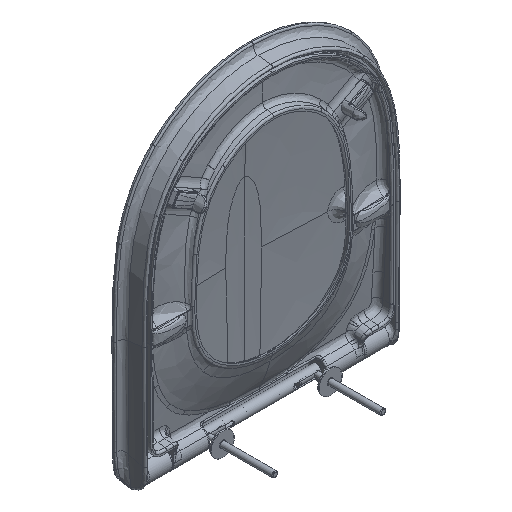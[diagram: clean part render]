
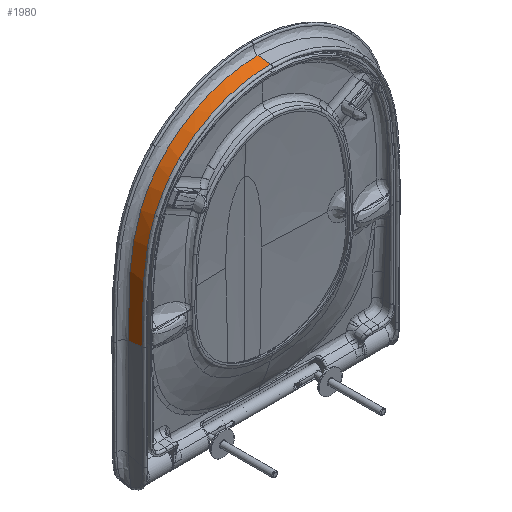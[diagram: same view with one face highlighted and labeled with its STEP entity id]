
A CAD part, isometric view. The second image highlights one B-rep face of the part: STEP entity #1980.
In plain terms, the highlighted free-form (B-spline) face has degree [2, 5] with [3, 11] control points.
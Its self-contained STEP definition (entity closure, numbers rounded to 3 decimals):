
#509=B_SPLINE_SURFACE_WITH_KNOTS('',2,5,((#18598,#18599,#18600,#18601,#18602,
#18603,#18604,#18605,#18606,#18607,#18608),(#18609,#18610,#18611,#18612,
#18613,#18614,#18615,#18616,#18617,#18618,#18619),(#18620,#18621,#18622,
#18623,#18624,#18625,#18626,#18627,#18628,#18629,#18630)),.UNSPECIFIED.,
 .F.,.F.,.F.,(3,3),(6,5,6),(0.,1.),(0.,0.994,1.),
 .UNSPECIFIED.);
#1194=FACE_OUTER_BOUND('',#3221,.T.);
#1980=ADVANCED_FACE('NONE',(#1194),#509,.T.);
#3221=EDGE_LOOP('',(#4355,#4356,#4357,#4358,#4359,#4360,#4361));
#4355=ORIENTED_EDGE('',*,*,#9630,.F.);
#4356=ORIENTED_EDGE('',*,*,#9629,.T.);
#4357=ORIENTED_EDGE('',*,*,#9587,.T.);
#4358=ORIENTED_EDGE('',*,*,#9589,.T.);
#4359=ORIENTED_EDGE('',*,*,#9588,.T.);
#4360=ORIENTED_EDGE('',*,*,#9592,.T.);
#4361=ORIENTED_EDGE('',*,*,#9631,.T.);
#8283=VERTEX_POINT('',#17219);
#8284=VERTEX_POINT('',#17257);
#8285=VERTEX_POINT('',#17350);
#8286=VERTEX_POINT('',#17351);
#8287=VERTEX_POINT('',#17446);
#8308=VERTEX_POINT('',#18559);
#8309=VERTEX_POINT('',#18594);
#9587=EDGE_CURVE('NONE',#8283,#8284,#11634,.T.);
#9588=EDGE_CURVE('NONE',#8285,#8286,#11635,.T.);
#9589=EDGE_CURVE('NONE',#8284,#8285,#11636,.T.);
#9592=EDGE_CURVE('NONE',#8286,#8287,#11639,.T.);
#9629=EDGE_CURVE('NONE',#8308,#8283,#11676,.T.);
#9630=EDGE_CURVE('NONE',#8308,#8309,#11677,.T.);
#9631=EDGE_CURVE('',#8287,#8309,#11678,.T.);
#11634=B_SPLINE_CURVE_WITH_KNOTS('',3,(#17258,#17259,#17260,#17261,#17262,
#17263,#17264,#17265),.UNSPECIFIED.,.F.,.F.,(4,2,2,4),(0.,0.25,0.5,1.),
 .UNSPECIFIED.);
#11635=B_SPLINE_CURVE_WITH_KNOTS('',3,(#17346,#17347,#17348,#17349),
 .UNSPECIFIED.,.F.,.F.,(4,4),(0.,1.),.UNSPECIFIED.);
#11636=B_SPLINE_CURVE_WITH_KNOTS('',3,(#17352,#17353,#17354,#17355),
 .UNSPECIFIED.,.F.,.F.,(4,4),(0.,1.),.UNSPECIFIED.);
#11639=B_SPLINE_CURVE_WITH_KNOTS('',3,(#17447,#17448,#17449,#17450,#17451,
#17452,#17453,#17454),.UNSPECIFIED.,.F.,.F.,(4,2,2,4),(0.,0.5,0.75,1.),
 .UNSPECIFIED.);
#11676=B_SPLINE_CURVE_WITH_KNOTS('',3,(#18560,#18561,#18562,#18563),
 .UNSPECIFIED.,.F.,.F.,(4,4),(0.,1.),.UNSPECIFIED.);
#11677=B_SPLINE_CURVE_WITH_KNOTS('',5,(#18588,#18589,#18590,#18591,#18592,
#18593),.UNSPECIFIED.,.F.,.F.,(6,6),(0.,1.),.UNSPECIFIED.);
#11678=B_SPLINE_CURVE_WITH_KNOTS('',2,(#18595,#18596,#18597),
 .UNSPECIFIED.,.F.,.F.,(3,3),(0.,1.),.UNSPECIFIED.);
#17219=CARTESIAN_POINT('',(-184.146,9.386,169.784));
#17257=CARTESIAN_POINT('',(-165.586,9.398,324.637));
#17258=CARTESIAN_POINT('',(-184.146,9.386,169.784));
#17259=CARTESIAN_POINT('',(-184.162,9.387,186.927));
#17260=CARTESIAN_POINT('',(-184.121,9.388,202.763));
#17261=CARTESIAN_POINT('',(-183.296,9.39,232.241));
#17262=CARTESIAN_POINT('',(-182.514,9.391,245.884));
#17263=CARTESIAN_POINT('',(-178.467,9.394,284.017));
#17264=CARTESIAN_POINT('',(-173.425,9.396,305.748));
#17265=CARTESIAN_POINT('',(-165.586,9.398,324.637));
#17346=CARTESIAN_POINT('',(-154.209,9.399,347.099));
#17347=CARTESIAN_POINT('',(-147.462,9.399,358.18));
#17348=CARTESIAN_POINT('',(-139.557,9.399,368.064));
#17349=CARTESIAN_POINT('',(-130.716,9.4,376.833));
#17350=CARTESIAN_POINT('',(-154.209,9.399,347.099));
#17351=CARTESIAN_POINT('',(-130.716,9.4,376.833));
#17352=CARTESIAN_POINT('',(-165.586,9.398,324.637));
#17353=CARTESIAN_POINT('',(-162.27,9.398,332.628));
#17354=CARTESIAN_POINT('',(-158.469,9.399,340.103));
#17355=CARTESIAN_POINT('',(-154.209,9.399,347.099));
#17446=CARTESIAN_POINT('',(0.,9.386,429.074));
#17447=CARTESIAN_POINT('',(-130.716,9.4,376.833));
#17448=CARTESIAN_POINT('',(-113.224,9.397,394.182));
#17449=CARTESIAN_POINT('',(-92.079,9.395,407.193));
#17450=CARTESIAN_POINT('',(-58.396,9.392,420.296));
#17451=CARTESIAN_POINT('',(-46.845,9.391,423.585));
#17452=CARTESIAN_POINT('',(-23.534,9.388,427.975));
#17453=CARTESIAN_POINT('',(-11.779,9.387,429.074));
#17454=CARTESIAN_POINT('',(0.,9.386,429.074));
#18559=CARTESIAN_POINT('',(-186.487,26.913,169.784));
#18560=CARTESIAN_POINT('',(-186.487,26.913,169.784));
#18561=CARTESIAN_POINT('',(-185.24,21.09,169.785));
#18562=CARTESIAN_POINT('',(-184.46,15.248,169.786));
#18563=CARTESIAN_POINT('',(-184.146,9.386,169.784));
#18588=CARTESIAN_POINT('',(-186.487,26.913,169.784));
#18589=CARTESIAN_POINT('',(-186.553,26.916,288.419));
#18590=CARTESIAN_POINT('',(-184.608,26.904,355.322));
#18591=CARTESIAN_POINT('',(-122.999,26.918,406.242));
#18592=CARTESIAN_POINT('',(-61.964,26.913,431.415));
#18593=CARTESIAN_POINT('',(0.,26.913,431.415));
#18594=CARTESIAN_POINT('',(0.,26.913,431.415));
#18595=CARTESIAN_POINT('',(0.,9.386,429.074));
#18596=CARTESIAN_POINT('',(0.,18.178,429.544));
#18597=CARTESIAN_POINT('',(0.,26.913,431.415));
#18598=CARTESIAN_POINT('',(0.,9.281,429.068));
#18599=CARTESIAN_POINT('',(-61.249,9.281,429.068));
#18600=CARTESIAN_POINT('',(-121.601,9.281,404.357));
#18601=CARTESIAN_POINT('',(-182.498,9.28,354.168));
#18602=CARTESIAN_POINT('',(-184.252,9.281,287.955));
#18603=CARTESIAN_POINT('',(-184.141,9.281,169.786));
#18604=CARTESIAN_POINT('',(-184.14,9.281,169.077));
#18605=CARTESIAN_POINT('',(-184.139,9.281,168.367));
#18606=CARTESIAN_POINT('',(-184.139,9.281,167.658));
#18607=CARTESIAN_POINT('',(-184.138,9.281,166.948));
#18608=CARTESIAN_POINT('',(-184.137,9.281,166.239));
#18609=CARTESIAN_POINT('',(0.,18.126,429.533));
#18610=CARTESIAN_POINT('',(-61.391,18.126,429.533));
#18611=CARTESIAN_POINT('',(-121.878,18.127,404.73));
#18612=CARTESIAN_POINT('',(-182.913,18.124,354.395));
#18613=CARTESIAN_POINT('',(-184.708,18.126,288.047));
#18614=CARTESIAN_POINT('',(-184.605,18.126,169.786));
#18615=CARTESIAN_POINT('',(-184.605,18.126,169.076));
#18616=CARTESIAN_POINT('',(-184.604,18.126,168.366));
#18617=CARTESIAN_POINT('',(-184.604,18.126,167.656));
#18618=CARTESIAN_POINT('',(-184.603,18.126,166.946));
#18619=CARTESIAN_POINT('',(-184.602,18.126,166.235));
#18620=CARTESIAN_POINT('',(0.,26.913,431.415));
#18621=CARTESIAN_POINT('',(-61.964,26.913,431.415));
#18622=CARTESIAN_POINT('',(-122.999,26.918,406.242));
#18623=CARTESIAN_POINT('',(-184.608,26.904,355.322));
#18624=CARTESIAN_POINT('',(-186.553,26.916,288.419));
#18625=CARTESIAN_POINT('',(-186.487,26.913,169.784));
#18626=CARTESIAN_POINT('',(-186.487,26.913,169.072));
#18627=CARTESIAN_POINT('',(-186.487,26.913,168.36));
#18628=CARTESIAN_POINT('',(-186.486,26.912,167.647));
#18629=CARTESIAN_POINT('',(-186.486,26.912,166.935));
#18630=CARTESIAN_POINT('',(-186.485,26.912,166.223));
